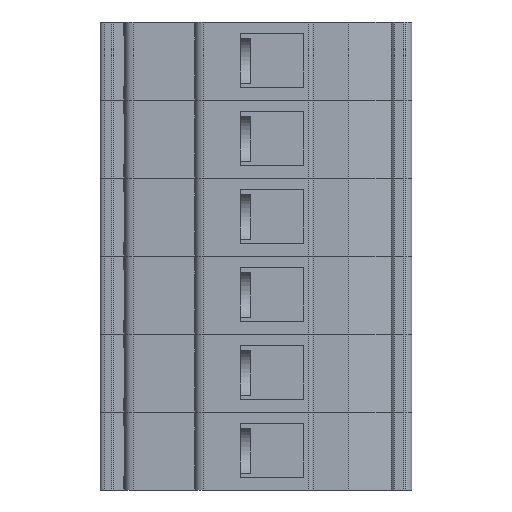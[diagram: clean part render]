
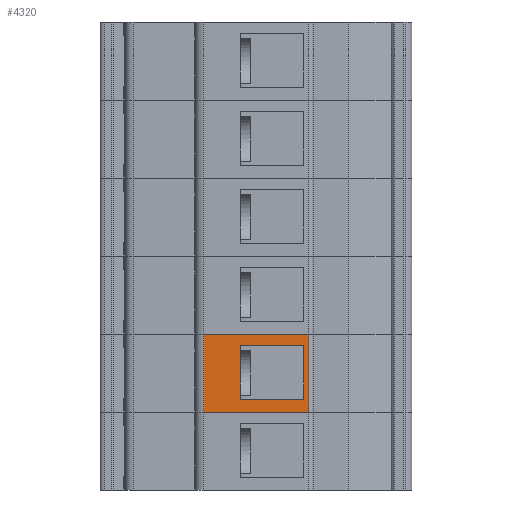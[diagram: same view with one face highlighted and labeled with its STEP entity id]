
A CAD part, front view. The second image highlights one B-rep face of the part: STEP entity #4320.
In plain terms, the highlighted planar face has unit normal (0, -1, 0).
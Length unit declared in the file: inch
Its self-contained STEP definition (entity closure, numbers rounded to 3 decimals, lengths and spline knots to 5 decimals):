
#167=FACE_BOUND('',#573,.T.);
#337=FACE_OUTER_BOUND('',#572,.T.);
#572=EDGE_LOOP('',(#3154,#3155,#3156,#3157));
#573=EDGE_LOOP('',(#3158,#3159,#3160,#3161));
#941=LINE('',#6269,#1450);
#942=LINE('',#6272,#1451);
#943=LINE('',#6274,#1452);
#944=LINE('',#6275,#1453);
#945=LINE('',#6278,#1454);
#946=LINE('',#6280,#1455);
#947=LINE('',#6282,#1456);
#948=LINE('',#6283,#1457);
#1450=VECTOR('',#5115,0.7);
#1451=VECTOR('',#5118,0.94488);
#1452=VECTOR('',#5119,0.94488);
#1453=VECTOR('',#5120,0.7);
#1454=VECTOR('',#5121,0.4784);
#1455=VECTOR('',#5122,0.56905);
#1456=VECTOR('',#5123,0.4784);
#1457=VECTOR('',#5124,0.56905);
#1933=VERTEX_POINT('',#6265);
#1934=VERTEX_POINT('',#6267);
#1935=VERTEX_POINT('',#6271);
#1936=VERTEX_POINT('',#6273);
#1937=VERTEX_POINT('',#6276);
#1938=VERTEX_POINT('',#6277);
#1939=VERTEX_POINT('',#6279);
#1940=VERTEX_POINT('',#6281);
#2401=EDGE_CURVE('',#1934,#1933,#941,.T.);
#2402=EDGE_CURVE('',#1935,#1933,#942,.T.);
#2403=EDGE_CURVE('',#1934,#1936,#943,.T.);
#2404=EDGE_CURVE('',#1936,#1935,#944,.T.);
#2405=EDGE_CURVE('',#1937,#1938,#945,.T.);
#2406=EDGE_CURVE('',#1938,#1939,#946,.T.);
#2407=EDGE_CURVE('',#1939,#1940,#947,.T.);
#2408=EDGE_CURVE('',#1940,#1937,#948,.T.);
#3154=ORIENTED_EDGE('',*,*,#2402,.T.);
#3155=ORIENTED_EDGE('',*,*,#2401,.F.);
#3156=ORIENTED_EDGE('',*,*,#2403,.T.);
#3157=ORIENTED_EDGE('',*,*,#2404,.T.);
#3158=ORIENTED_EDGE('',*,*,#2405,.T.);
#3159=ORIENTED_EDGE('',*,*,#2406,.T.);
#3160=ORIENTED_EDGE('',*,*,#2407,.T.);
#3161=ORIENTED_EDGE('',*,*,#2408,.T.);
#4141=PLANE('',#4584);
#4320=ADVANCED_FACE('',(#337,#167),#4141,.T.);
#4584=AXIS2_PLACEMENT_3D('',#6270,#5116,#5117);
#5115=DIRECTION('',(0.,0.,1.));
#5116=DIRECTION('center_axis',(0.,-1.,0.));
#5117=DIRECTION('ref_axis',(0.,0.,-1.));
#5118=DIRECTION('',(-1.,0.,0.));
#5119=DIRECTION('',(1.,0.,0.));
#5120=DIRECTION('',(0.,0.,1.));
#5121=DIRECTION('',(0.,0.,1.));
#5122=DIRECTION('',(1.,0.,0.));
#5123=DIRECTION('',(0.,0.,-1.));
#5124=DIRECTION('',(-1.,0.,0.));
#6265=CARTESIAN_POINT('',(-0.47244,-1.5748,0.35));
#6267=CARTESIAN_POINT('',(-0.47244,-1.5748,-0.35));
#6269=CARTESIAN_POINT('',(-0.47244,-1.5748,-0.35));
#6270=CARTESIAN_POINT('Origin',(0.47244,-1.5748,0.));
#6271=CARTESIAN_POINT('',(0.47244,-1.5748,0.35));
#6272=CARTESIAN_POINT('',(0.47244,-1.5748,0.35));
#6273=CARTESIAN_POINT('',(0.47244,-1.5748,-0.35));
#6274=CARTESIAN_POINT('',(-0.47244,-1.5748,-0.35));
#6275=CARTESIAN_POINT('',(0.47244,-1.5748,-0.35));
#6276=CARTESIAN_POINT('',(-0.141,-1.5748,-0.23417));
#6277=CARTESIAN_POINT('',(-0.141,-1.5748,0.24424));
#6278=CARTESIAN_POINT('',(-0.141,-1.5748,-0.23417));
#6279=CARTESIAN_POINT('',(0.42804,-1.5748,0.24424));
#6280=CARTESIAN_POINT('',(-0.141,-1.5748,0.24424));
#6281=CARTESIAN_POINT('',(0.42804,-1.5748,-0.23417));
#6282=CARTESIAN_POINT('',(0.42804,-1.5748,0.24424));
#6283=CARTESIAN_POINT('',(0.42804,-1.5748,-0.23417));
